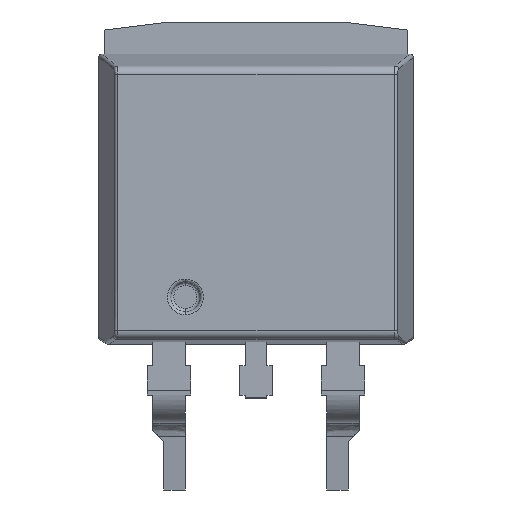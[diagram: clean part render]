
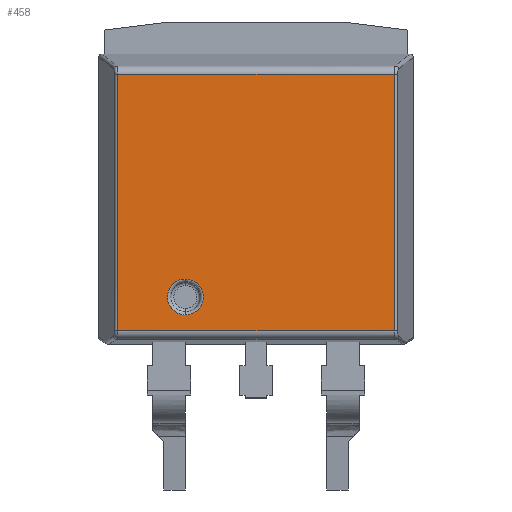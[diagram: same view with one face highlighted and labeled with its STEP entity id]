
A CAD part, top view. The second image highlights one B-rep face of the part: STEP entity #458.
In plain terms, the highlighted planar face has unit normal (0, 0.007, 1).
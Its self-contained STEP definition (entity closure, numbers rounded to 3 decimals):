
#88=(
BOUNDED_CURVE()
B_SPLINE_CURVE(3,(#7399,#7400,#7401,#7402,#7403,#7404,#7405,#7406,#7407,
#7408,#7409,#7410,#7411),.UNSPECIFIED.,.F.,.F.)
B_SPLINE_CURVE_WITH_KNOTS((4,3,3,3,4),(0.,0.44,0.879,
1.319,1.759),.UNSPECIFIED.)
CURVE()
GEOMETRIC_REPRESENTATION_ITEM()
RATIONAL_B_SPLINE_CURVE((1.,1.,1.,1.,1.,1.,1.,1.,1.,1.,1.,
1.,1.))
REPRESENTATION_ITEM('')
);
#93=(
BOUNDED_CURVE()
B_SPLINE_CURVE(3,(#7432,#7433,#7434,#7435,#7436,#7437,#7438,#7439,#7440,
#7441,#7442,#7443,#7444),.UNSPECIFIED.,.F.,.F.)
B_SPLINE_CURVE_WITH_KNOTS((4,3,3,3,4),(1.759,2.199,
2.638,3.078,3.518),.UNSPECIFIED.)
CURVE()
GEOMETRIC_REPRESENTATION_ITEM()
RATIONAL_B_SPLINE_CURVE((1.,1.,1.,1.,1.,1.,1.,1.,1.,1.,1.,1.,1.))
REPRESENTATION_ITEM('')
);
#142=FACE_BOUND('',#896,.T.);
#458=ADVANCED_FACE('',(#673,#142),#3431,.T.);
#673=FACE_OUTER_BOUND('',#895,.T.);
#895=EDGE_LOOP('',(#1772,#1773,#1774,#1775));
#896=EDGE_LOOP('',(#1776,#1777));
#1772=ORIENTED_EDGE('',*,*,#2442,.F.);
#1773=ORIENTED_EDGE('',*,*,#2441,.F.);
#1774=ORIENTED_EDGE('',*,*,#2439,.T.);
#1775=ORIENTED_EDGE('',*,*,#2440,.F.);
#1776=ORIENTED_EDGE('',*,*,#2574,.F.);
#1777=ORIENTED_EDGE('',*,*,#2569,.F.);
#2439=EDGE_CURVE('',#3304,#3303,#2978,.T.);
#2440=EDGE_CURVE('',#3305,#3303,#2979,.T.);
#2441=EDGE_CURVE('',#3304,#3306,#2980,.T.);
#2442=EDGE_CURVE('',#3306,#3305,#2981,.T.);
#2569=EDGE_CURVE('',#3367,#3372,#88,.T.);
#2574=EDGE_CURVE('',#3372,#3367,#93,.T.);
#2978=B_SPLINE_CURVE_WITH_KNOTS('',1,(#7011,#7012),.UNSPECIFIED.,.F.,.F.,
(2,2),(4.542,13.178),.UNSPECIFIED.);
#2979=B_SPLINE_CURVE_WITH_KNOTS('',1,(#7013,#7014),.UNSPECIFIED.,.F.,.F.,
(2,2),(0.,7.995),.UNSPECIFIED.);
#2980=B_SPLINE_CURVE_WITH_KNOTS('',1,(#7015,#7016),.UNSPECIFIED.,.F.,.F.,
(2,2),(0.,7.995),.UNSPECIFIED.);
#2981=B_SPLINE_CURVE_WITH_KNOTS('',1,(#7017,#7018),.UNSPECIFIED.,.F.,.F.,
(2,2),(4.542,13.178),.UNSPECIFIED.);
#3303=VERTEX_POINT('',#6913);
#3304=VERTEX_POINT('',#6914);
#3305=VERTEX_POINT('',#6915);
#3306=VERTEX_POINT('',#6916);
#3367=VERTEX_POINT('',#6977);
#3372=VERTEX_POINT('',#6982);
#3431=PLANE('',#3519);
#3519=AXIS2_PLACEMENT_3D('',#6323,#3590,$);
#3590=DIRECTION('',(0.,0.007,1.));
#6323=CARTESIAN_POINT('',(-8.86,3.898,4.16));
#6913=CARTESIAN_POINT('',(4.318,-4.097,4.215));
#6914=CARTESIAN_POINT('',(-4.318,-4.097,4.215));
#6915=CARTESIAN_POINT('',(4.318,3.898,4.16));
#6916=CARTESIAN_POINT('',(-4.318,3.898,4.16));
#6977=CARTESIAN_POINT('',(-2.201,-2.485,4.204));
#6982=CARTESIAN_POINT('',(-2.201,-3.605,4.212));
#7011=CARTESIAN_POINT('',(-4.318,-4.097,4.215));
#7012=CARTESIAN_POINT('',(4.318,-4.097,4.215));
#7013=CARTESIAN_POINT('',(4.318,3.898,4.16));
#7014=CARTESIAN_POINT('',(4.318,-4.097,4.215));
#7015=CARTESIAN_POINT('',(-4.318,-4.097,4.215));
#7016=CARTESIAN_POINT('',(-4.318,3.898,4.16));
#7017=CARTESIAN_POINT('',(-4.318,3.898,4.16));
#7018=CARTESIAN_POINT('',(4.318,3.898,4.16));
#7399=CARTESIAN_POINT('',(-2.201,-2.485,4.204));
#7400=CARTESIAN_POINT('',(-2.348,-2.484,4.204));
#7401=CARTESIAN_POINT('',(-2.494,-2.545,4.204));
#7402=CARTESIAN_POINT('',(-2.598,-2.649,4.205));
#7403=CARTESIAN_POINT('',(-2.701,-2.752,4.206));
#7404=CARTESIAN_POINT('',(-2.762,-2.898,4.207));
#7405=CARTESIAN_POINT('',(-2.762,-3.045,4.208));
#7406=CARTESIAN_POINT('',(-2.762,-3.191,4.209));
#7407=CARTESIAN_POINT('',(-2.701,-3.337,4.21));
#7408=CARTESIAN_POINT('',(-2.598,-3.441,4.211));
#7409=CARTESIAN_POINT('',(-2.494,-3.544,4.211));
#7410=CARTESIAN_POINT('',(-2.348,-3.605,4.212));
#7411=CARTESIAN_POINT('',(-2.201,-3.605,4.212));
#7432=CARTESIAN_POINT('',(-2.201,-3.605,4.212));
#7433=CARTESIAN_POINT('',(-2.055,-3.605,4.212));
#7434=CARTESIAN_POINT('',(-1.909,-3.544,4.211));
#7435=CARTESIAN_POINT('',(-1.805,-3.441,4.211));
#7436=CARTESIAN_POINT('',(-1.702,-3.337,4.21));
#7437=CARTESIAN_POINT('',(-1.641,-3.191,4.209));
#7438=CARTESIAN_POINT('',(-1.641,-3.045,4.208));
#7439=CARTESIAN_POINT('',(-1.641,-2.898,4.207));
#7440=CARTESIAN_POINT('',(-1.702,-2.752,4.206));
#7441=CARTESIAN_POINT('',(-1.805,-2.649,4.205));
#7442=CARTESIAN_POINT('',(-1.909,-2.545,4.204));
#7443=CARTESIAN_POINT('',(-2.055,-2.484,4.204));
#7444=CARTESIAN_POINT('',(-2.201,-2.485,4.204));
